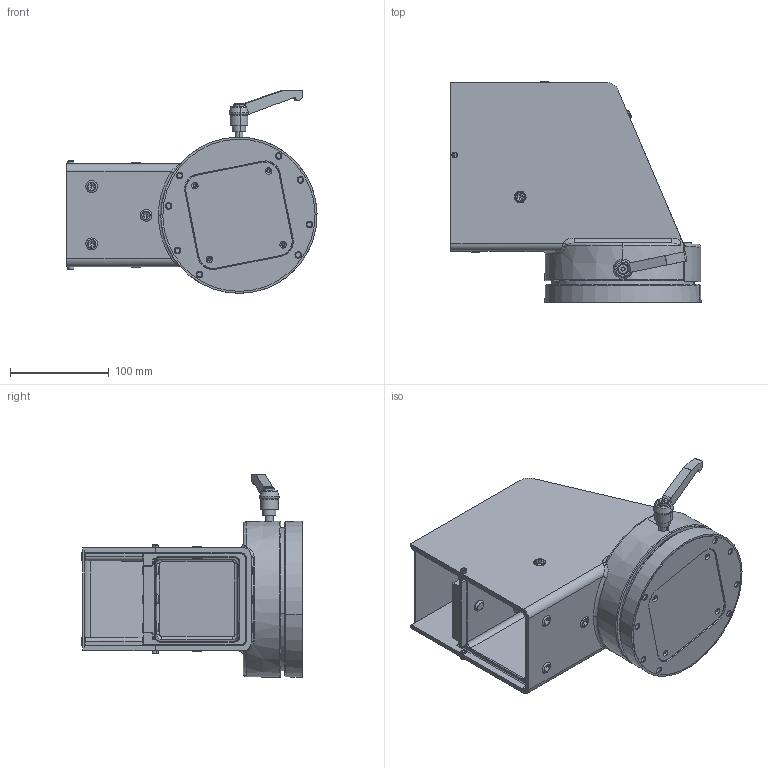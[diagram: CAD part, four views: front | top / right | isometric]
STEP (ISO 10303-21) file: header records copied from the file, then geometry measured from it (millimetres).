
FILE_DESCRIPTION (( 'STEP AP214' ), '1' );
FILE_NAME ('49907501.STEP', '2012-02-14T13:58:50', ( ' ' ), ( '' ), 'SwSTEP 2.0', 'SolidWorks 2011', '' );
FILE_SCHEMA (( 'AUTOMOTIVE_DESIGN' ));
Length unit declared in the file: millimetre
Products named in the file (22): 93099; 94527; 94503; 84046; 94901; 93115; 82023; 82024; 95039; 93271; 93232; 93113; 95034; 12639; Gewindebuchse C-M6; 84045; 93266; 84035; 84044; 12653; 49907501
Assembly tree (48 placements, depth 3):
  49907501
    93232  x5
    84045
    93271
    95039
    82024
    82023
    93115  x6
    93266  x8
    94901
    84046
    94503  x2
    94527
    93099  x2
    12639
      Gewindebuchse C-M6  x8
      12639
    12653
    93113  x3
    84035
    95034
    84044
Bounding box: 252.98 x 224.2 x 204.98 mm (x, y, z)
Volume: 1586274.7 mm3; surface area: 550471.7 mm2
Topology: 47 solids, 48 shells, 1996 faces, 4676 edges, 2883 vertices
Faces by surface type: plane 733, cylinder 622, bspline 317, cone 217, torus 107
Entity records: 47479 total; most frequent: CARTESIAN_POINT 17054, ORIENTED_EDGE 6060, DIRECTION 6034, EDGE_CURVE 3030, AXIS2_PLACEMENT_3D 2401, VERTEX_POINT 1904, EDGE_LOOP 1474, CIRCLE 1285
